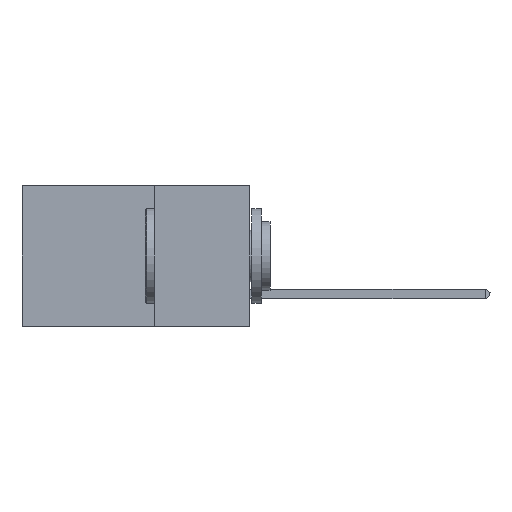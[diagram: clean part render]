
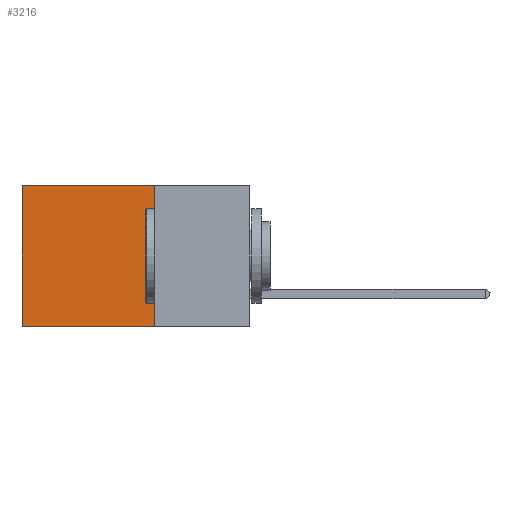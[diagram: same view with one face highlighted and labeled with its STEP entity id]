
A CAD part, left-side view. The second image highlights one B-rep face of the part: STEP entity #3216.
In plain terms, the highlighted planar face has unit normal (-1, 0, 0).
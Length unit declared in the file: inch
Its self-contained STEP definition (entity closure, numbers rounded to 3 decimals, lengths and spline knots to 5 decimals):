
#771 = EDGE_CURVE ( 'NONE', #2917, #10666, #4719, .T. ) ;
#1150 = DIRECTION ( 'NONE',  ( 0., 0., -1. ) ) ;
#1281 = AXIS2_PLACEMENT_3D ( 'NONE', #10603, #5958, #5067 ) ;
#1353 = EDGE_CURVE ( 'NONE', #4569, #14068, #3815, .T. ) ;
#1390 = ORIENTED_EDGE ( 'NONE', *, *, #1353, .F. ) ;
#1449 = CARTESIAN_POINT ( 'NONE',  ( 0.2875, 0.6, 0. ) ) ;
#1796 = VECTOR ( 'NONE', #3532, 39.37008 ) ;
#1950 = VECTOR ( 'NONE', #1150, 39.37008 ) ;
#2343 = VECTOR ( 'NONE', #5028, 39.37008 ) ;
#2808 = PLANE ( 'NONE',  #1281 ) ;
#2815 = CARTESIAN_POINT ( 'NONE',  ( 0.2875, 0.25, -0.37 ) ) ;
#2917 = VERTEX_POINT ( 'NONE', #5712 ) ;
#3103 = CARTESIAN_POINT ( 'NONE',  ( 0.2875, 0.25, 0. ) ) ;
#3216 = ADVANCED_FACE ( 'NONE', ( #13362 ), #2808, .F. ) ;
#3532 = DIRECTION ( 'NONE',  ( 0., 0., -1. ) ) ;
#3711 = ORIENTED_EDGE ( 'NONE', *, *, #5100, .F. ) ;
#3815 = LINE ( 'NONE', #4432, #1950 ) ;
#3895 = CARTESIAN_POINT ( 'NONE',  ( 0.2875, 0.25, 0. ) ) ;
#4432 = CARTESIAN_POINT ( 'NONE',  ( 0.2875, 0.25, 0. ) ) ;
#4569 = VERTEX_POINT ( 'NONE', #3895 ) ;
#4719 = LINE ( 'NONE', #1449, #1796 ) ;
#4934 = LINE ( 'NONE', #2815, #2343 ) ;
#5028 = DIRECTION ( 'NONE',  ( 0., 1., 0. ) ) ;
#5067 = DIRECTION ( 'NONE',  ( 0., 0., -1. ) ) ;
#5100 = EDGE_CURVE ( 'NONE', #14068, #10666, #4934, .T. ) ;
#5712 = CARTESIAN_POINT ( 'NONE',  ( 0.2875, 0.6, 0. ) ) ;
#5958 = DIRECTION ( 'NONE',  ( 1., 0., 0. ) ) ;
#9575 = ORIENTED_EDGE ( 'NONE', *, *, #771, .T. ) ;
#9587 = LINE ( 'NONE', #3103, #12014 ) ;
#10603 = CARTESIAN_POINT ( 'NONE',  ( 0.2875, 0.25, 0. ) ) ;
#10666 = VERTEX_POINT ( 'NONE', #11896 ) ;
#11755 = ORIENTED_EDGE ( 'NONE', *, *, #12895, .T. ) ;
#11896 = CARTESIAN_POINT ( 'NONE',  ( 0.2875, 0.6, -0.37 ) ) ;
#12014 = VECTOR ( 'NONE', #14180, 39.37008 ) ;
#12508 = EDGE_LOOP ( 'NONE', ( #9575, #3711, #1390, #11755 ) ) ;
#12895 = EDGE_CURVE ( 'NONE', #4569, #2917, #9587, .T. ) ;
#12969 = CARTESIAN_POINT ( 'NONE',  ( 0.2875, 0.25, -0.37 ) ) ;
#13362 = FACE_OUTER_BOUND ( 'NONE', #12508, .T. ) ;
#14068 = VERTEX_POINT ( 'NONE', #12969 ) ;
#14180 = DIRECTION ( 'NONE',  ( 0., 1., 0. ) ) ;
